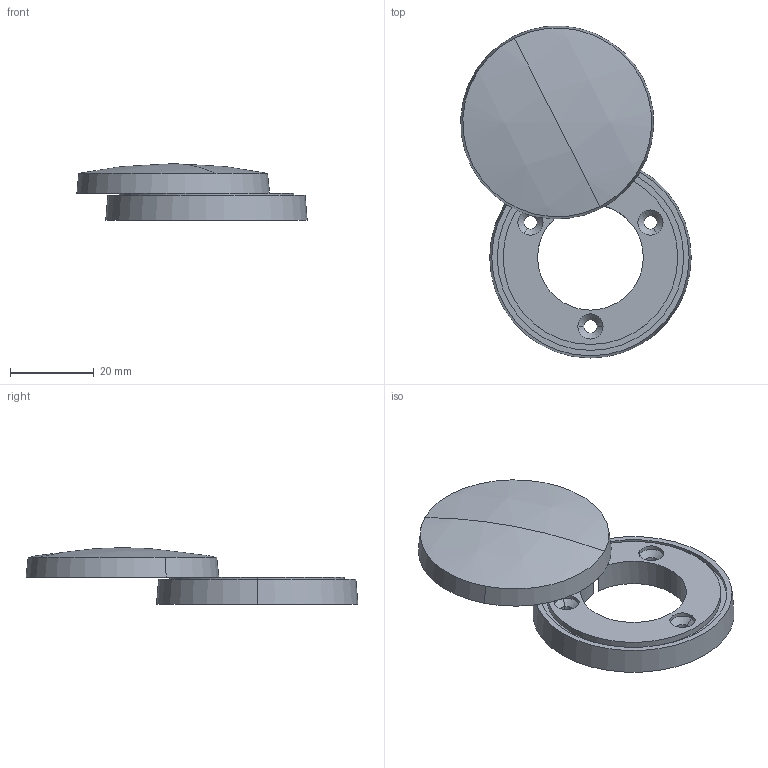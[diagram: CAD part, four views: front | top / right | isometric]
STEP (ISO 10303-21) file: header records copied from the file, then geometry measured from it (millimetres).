
FILE_DESCRIPTION (( 'STEP AP203' ), '1' );
FILE_NAME ('sone3D.STEP', '2015-04-10T01:03:03', ( '' ), ( '' ), 'SwSTEP 2.0', 'SolidWorks 2012', '' );
FILE_SCHEMA (( 'CONFIG_CONTROL_DESIGN' ));
Length unit declared in the file: millimetre
Products named in the file (3): CP-135-1座_; sone3D; CP-135キャップ_
Assembly tree (2 placements, depth 2):
  sone3D
    CP-135-1座_
    CP-135キャップ_
Bounding box: 54.89 x 79.07 x 13.5 mm (x, y, z)
Volume: 16854.9 mm3; surface area: 8596.6 mm2
Topology: 2 solids, 2 shells, 47 faces, 106 edges, 67 vertices
Faces by surface type: cylinder 27, cone 10, plane 8, sphere 2
Entity records: 1665 total; most frequent: DIRECTION 278, CARTESIAN_POINT 225, ORIENTED_EDGE 212, AXIS2_PLACEMENT_3D 120, EDGE_CURVE 106, CIRCLE 68, VERTEX_POINT 67, EDGE_LOOP 61
